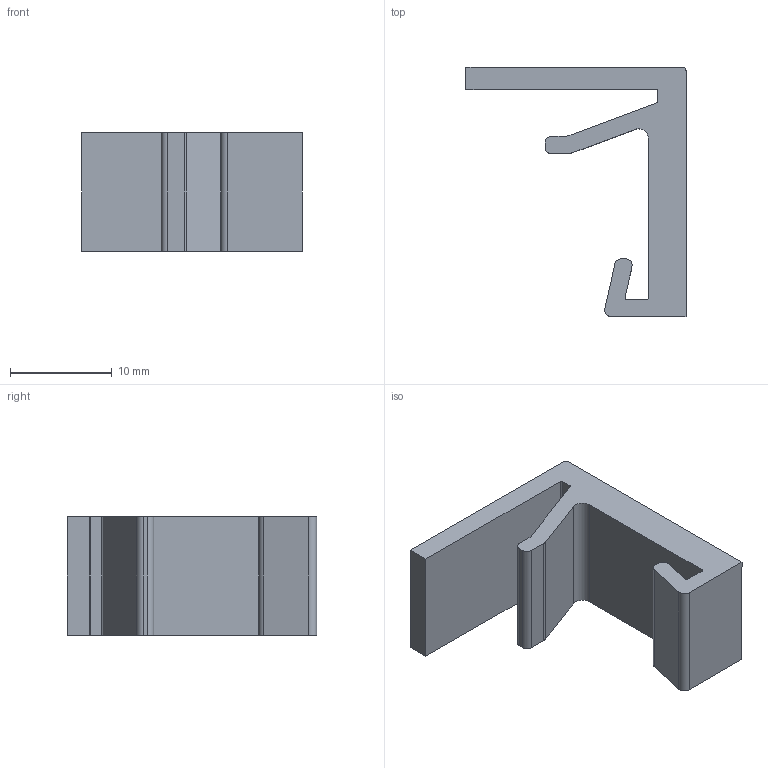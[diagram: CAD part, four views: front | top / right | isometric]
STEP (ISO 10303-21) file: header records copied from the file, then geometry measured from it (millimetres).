
FILE_DESCRIPTION(/* description */ (''),/* implementation_level */ '2;1');
FILE_NAME(/* name */ 'Regalhalter_015-kleiner',/* time_stamp */ '2024-11-17T12:32:02+01:00',/* author */ (''),/* organization */ (''),/* preprocessor_version */ 'ST-DEVELOPER v19.2',/* originating_system */ 'Rhino 8.13',/* authorisation */ '');
FILE_SCHEMA (('CONFIG_CONTROL_DESIGN'));
Length unit declared in the file: millimetre
Products named in the file (1): Document
Bounding box: 21.64 x 24.54 x 11.7 mm (x, y, z)
Volume: 1882.5 mm3; surface area: 1831.5 mm2
Topology: 1 solids, 1 shells, 31 faces, 87 edges, 58 vertices
Faces by surface type: plane 18, cylinder 13
Entity records: 1131 total; most frequent: CARTESIAN_POINT 343, ORIENTED_EDGE 174, EDGE_CURVE 87, DIRECTION 87, B_SPLINE_CURVE_WITH_KNOTS 61, AXIS2_PLACEMENT_3D 59, VERTEX_POINT 58, ADVANCED_FACE 31
